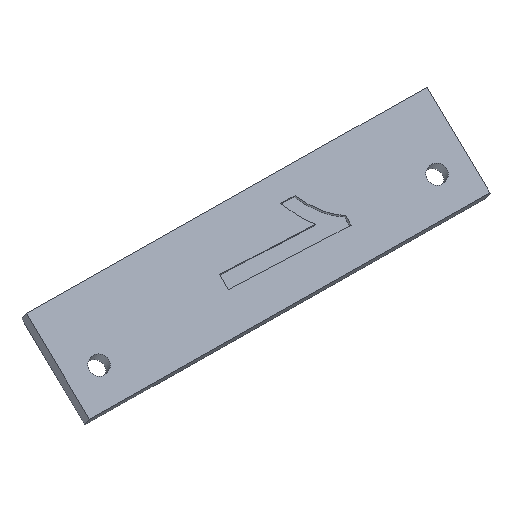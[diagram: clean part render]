
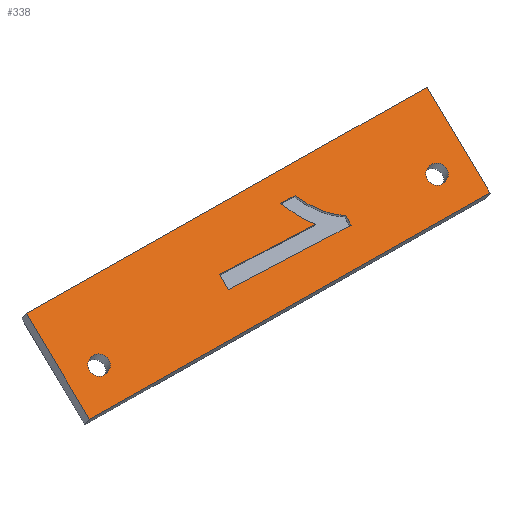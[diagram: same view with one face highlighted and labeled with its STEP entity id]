
A CAD part, front view. The second image highlights one B-rep face of the part: STEP entity #338.
In plain terms, the highlighted planar face has unit normal (0.159, -0.968, 0.195).
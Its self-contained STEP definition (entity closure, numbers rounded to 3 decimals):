
#15=FACE_BOUND('',#73,.T.);
#16=FACE_BOUND('',#74,.T.);
#17=FACE_BOUND('',#75,.T.);
#20=CIRCLE('',#361,0.8);
#22=CIRCLE('',#364,0.8);
#26=B_SPLINE_CURVE_WITH_KNOTS('',3,(#464,#465,#466,#467,#468),
 .UNSPECIFIED.,.F.,.F.,(4,1,4),(0.,0.095,0.173),
 .UNSPECIFIED.);
#28=B_SPLINE_CURVE_WITH_KNOTS('',3,(#487,#488,#489,#490,#491),
 .UNSPECIFIED.,.F.,.F.,(4,1,4),(0.,0.11,0.215),
 .UNSPECIFIED.);
#30=B_SPLINE_CURVE_WITH_KNOTS('',3,(#516,#517,#518,#519,#520),
 .UNSPECIFIED.,.F.,.F.,(4,1,4),(0.,0.078,0.144),
 .UNSPECIFIED.);
#32=B_SPLINE_CURVE_WITH_KNOTS('',3,(#539,#540,#541,#542,#543),
 .UNSPECIFIED.,.F.,.F.,(4,1,4),(0.,0.066,0.144),
 .UNSPECIFIED.);
#54=FACE_OUTER_BOUND('',#72,.T.);
#72=EDGE_LOOP('',(#289,#290,#291,#292));
#73=EDGE_LOOP('',(#293,#294,#295,#296,#297,#298,#299,#300,#301));
#74=EDGE_LOOP('',(#302));
#75=EDGE_LOOP('',(#303));
#79=LINE('',#447,#112);
#85=LINE('',#501,#118);
#90=LINE('',#553,#123);
#93=LINE('',#559,#126);
#96=LINE('',#564,#129);
#102=LINE('',#586,#135);
#105=LINE('',#592,#138);
#108=LINE('',#598,#141);
#111=LINE('',#602,#144);
#112=VECTOR('',#376,10.);
#118=VECTOR('',#384,10.);
#123=VECTOR('',#391,10.);
#126=VECTOR('',#396,10.);
#129=VECTOR('',#401,10.);
#135=VECTOR('',#423,10.);
#138=VECTOR('',#428,10.);
#141=VECTOR('',#433,10.);
#144=VECTOR('',#438,10.);
#145=VERTEX_POINT('',#445);
#146=VERTEX_POINT('',#446);
#149=VERTEX_POINT('',#463);
#151=VERTEX_POINT('',#486);
#153=VERTEX_POINT('',#500);
#155=VERTEX_POINT('',#515);
#157=VERTEX_POINT('',#538);
#159=VERTEX_POINT('',#552);
#161=VERTEX_POINT('',#558);
#163=VERTEX_POINT('',#568);
#165=VERTEX_POINT('',#574);
#169=VERTEX_POINT('',#583);
#170=VERTEX_POINT('',#585);
#172=VERTEX_POINT('',#591);
#174=VERTEX_POINT('',#597);
#175=EDGE_CURVE('',#145,#146,#79,.T.);
#179=EDGE_CURVE('',#149,#145,#26,.T.);
#182=EDGE_CURVE('',#151,#149,#28,.T.);
#185=EDGE_CURVE('',#153,#151,#85,.T.);
#188=EDGE_CURVE('',#155,#153,#30,.T.);
#191=EDGE_CURVE('',#157,#155,#32,.T.);
#194=EDGE_CURVE('',#159,#157,#90,.T.);
#197=EDGE_CURVE('',#161,#159,#93,.T.);
#200=EDGE_CURVE('',#146,#161,#96,.T.);
#202=EDGE_CURVE('',#163,#163,#20,.T.);
#205=EDGE_CURVE('',#165,#165,#22,.T.);
#210=EDGE_CURVE('',#170,#169,#102,.T.);
#213=EDGE_CURVE('',#172,#170,#105,.T.);
#216=EDGE_CURVE('',#174,#172,#108,.T.);
#219=EDGE_CURVE('',#169,#174,#111,.T.);
#289=ORIENTED_EDGE('',*,*,#219,.T.);
#290=ORIENTED_EDGE('',*,*,#216,.T.);
#291=ORIENTED_EDGE('',*,*,#213,.T.);
#292=ORIENTED_EDGE('',*,*,#210,.T.);
#293=ORIENTED_EDGE('',*,*,#175,.T.);
#294=ORIENTED_EDGE('',*,*,#200,.T.);
#295=ORIENTED_EDGE('',*,*,#197,.T.);
#296=ORIENTED_EDGE('',*,*,#194,.T.);
#297=ORIENTED_EDGE('',*,*,#191,.T.);
#298=ORIENTED_EDGE('',*,*,#188,.T.);
#299=ORIENTED_EDGE('',*,*,#185,.T.);
#300=ORIENTED_EDGE('',*,*,#182,.T.);
#301=ORIENTED_EDGE('',*,*,#179,.T.);
#302=ORIENTED_EDGE('',*,*,#205,.T.);
#303=ORIENTED_EDGE('',*,*,#202,.T.);
#320=PLANE('',#370);
#338=ADVANCED_FACE('',(#54,#15,#16,#17),#320,.T.);
#361=AXIS2_PLACEMENT_3D('',#569,#407,#408);
#364=AXIS2_PLACEMENT_3D('',#575,#414,#415);
#370=AXIS2_PLACEMENT_3D('',#603,#439,#440);
#376=DIRECTION('',(0.482,-0.096,-0.871));
#384=DIRECTION('',(0.861,0.233,0.451));
#391=DIRECTION('',(0.861,0.233,0.451));
#396=DIRECTION('',(-0.482,0.096,0.871));
#401=DIRECTION('',(-0.861,-0.233,-0.451));
#407=DIRECTION('center_axis',(-0.159,0.968,-0.195));
#408=DIRECTION('ref_axis',(0.987,0.163,0.));
#414=DIRECTION('center_axis',(-0.159,0.968,-0.195));
#415=DIRECTION('ref_axis',(0.987,0.163,0.));
#423=DIRECTION('',(-0.846,-0.236,-0.478));
#428=DIRECTION('',(-0.509,0.089,0.856));
#433=DIRECTION('',(0.846,0.236,0.478));
#438=DIRECTION('',(0.509,-0.089,-0.856));
#439=DIRECTION('center_axis',(0.159,-0.968,0.195));
#440=DIRECTION('ref_axis',(0.987,0.163,0.));
#445=CARTESIAN_POINT('',(17.326,3.29,91.84));
#446=CARTESIAN_POINT('',(17.708,3.214,91.151));
#447=CARTESIAN_POINT('',(17.206,3.314,92.057));
#463=CARTESIAN_POINT('',(15.648,3.083,92.187));
#464=CARTESIAN_POINT('Ctrl Pts',(15.648,3.083,92.187));
#465=CARTESIAN_POINT('Ctrl Pts',(15.946,3.112,92.083));
#466=CARTESIAN_POINT('Ctrl Pts',(16.493,3.163,91.891));
#467=CARTESIAN_POINT('Ctrl Pts',(17.066,3.25,91.856));
#468=CARTESIAN_POINT('Ctrl Pts',(17.326,3.29,91.84));
#486=CARTESIAN_POINT('',(13.769,2.983,93.226));
#487=CARTESIAN_POINT('Ctrl Pts',(13.769,2.983,93.226));
#488=CARTESIAN_POINT('Ctrl Pts',(14.072,2.99,93.014));
#489=CARTESIAN_POINT('Ctrl Pts',(14.663,3.005,92.602));
#490=CARTESIAN_POINT('Ctrl Pts',(15.325,3.058,92.323));
#491=CARTESIAN_POINT('Ctrl Pts',(15.648,3.083,92.187));
#500=CARTESIAN_POINT('',(12.747,2.707,92.69));
#501=CARTESIAN_POINT('',(11.385,2.339,91.976));
#515=CARTESIAN_POINT('',(13.917,2.73,91.851));
#516=CARTESIAN_POINT('Ctrl Pts',(13.917,2.73,91.851));
#517=CARTESIAN_POINT('Ctrl Pts',(13.697,2.722,91.988));
#518=CARTESIAN_POINT('Ctrl Pts',(13.29,2.706,92.244));
#519=CARTESIAN_POINT('Ctrl Pts',(12.918,2.707,92.549));
#520=CARTESIAN_POINT('Ctrl Pts',(12.747,2.707,92.69));
#538=CARTESIAN_POINT('',(15.206,2.816,91.22));
#539=CARTESIAN_POINT('Ctrl Pts',(15.206,2.816,91.22));
#540=CARTESIAN_POINT('Ctrl Pts',(15.,2.798,91.3));
#541=CARTESIAN_POINT('Ctrl Pts',(14.553,2.759,91.473));
#542=CARTESIAN_POINT('Ctrl Pts',(14.139,2.74,91.719));
#543=CARTESIAN_POINT('Ctrl Pts',(13.917,2.73,91.851));
#552=CARTESIAN_POINT('',(8.466,0.994,87.688));
#553=CARTESIAN_POINT('',(9.837,1.364,88.406));
#558=CARTESIAN_POINT('',(9.059,0.876,86.619));
#559=CARTESIAN_POINT('',(8.748,0.938,87.18));
#564=CARTESIAN_POINT('',(14.754,2.415,89.603));
#568=CARTESIAN_POINT('',(22.963,4.802,94.738));
#569=CARTESIAN_POINT('Origin',(23.752,4.933,94.738));
#574=CARTESIAN_POINT('',(-0.813,-1.821,81.305));
#575=CARTESIAN_POINT('Origin',(-0.024,-1.691,81.305));
#583=CARTESIAN_POINT('',(-5.123,-1.798,84.944));
#585=CARTESIAN_POINT('',(23.053,6.051,100.863));
#586=CARTESIAN_POINT('',(-5.123,-1.798,84.944));
#591=CARTESIAN_POINT('',(27.478,5.279,93.412));
#592=CARTESIAN_POINT('',(23.053,6.051,100.863));
#597=CARTESIAN_POINT('',(-0.698,-2.57,77.493));
#598=CARTESIAN_POINT('',(-0.698,-2.57,77.493));
#602=CARTESIAN_POINT('',(-3.75,-2.038,82.632));
#603=CARTESIAN_POINT('Origin',(11.177,1.741,89.178));
